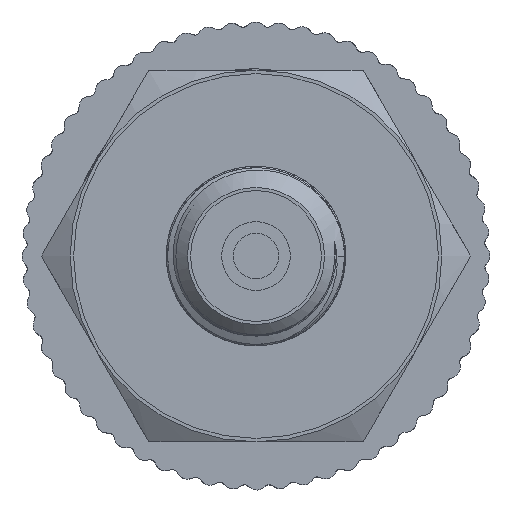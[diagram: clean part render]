
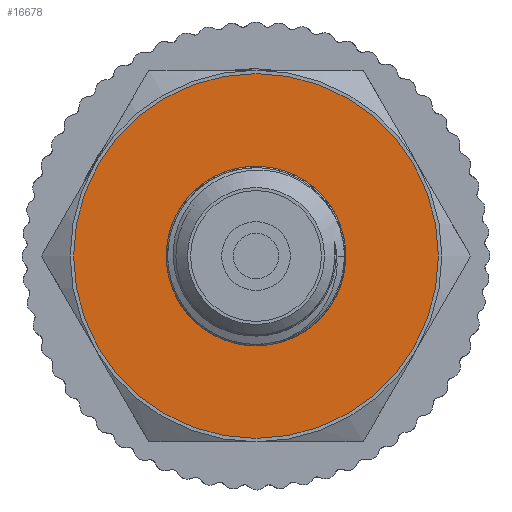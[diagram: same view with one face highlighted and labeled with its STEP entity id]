
A CAD part, left-side view. The second image highlights one B-rep face of the part: STEP entity #16678.
In plain terms, the highlighted planar face has unit normal (-1, 0, 0).
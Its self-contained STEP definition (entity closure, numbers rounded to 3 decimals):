
#163=PLANE('',#17550);
#889=FACE_BOUND('',#2361,.T.);
#1402=FACE_OUTER_BOUND('',#2360,.T.);
#2360=EDGE_LOOP('',(#12984));
#2361=EDGE_LOOP('',(#12985));
#3072=CIRCLE('',#17527,13.25);
#3073=CIRCLE('',#17529,6.5);
#7360=VERTEX_POINT('',#34827);
#7361=VERTEX_POINT('',#35199);
#9406=EDGE_CURVE('',#7360,#7360,#3072,.T.);
#9408=EDGE_CURVE('',#7361,#7361,#3073,.T.);
#12984=ORIENTED_EDGE('',*,*,#9406,.T.);
#12985=ORIENTED_EDGE('',*,*,#9408,.T.);
#16678=ADVANCED_FACE('',(#1402,#889),#163,.T.);
#17527=AXIS2_PLACEMENT_3D('',#34829,#18900,#18901);
#17529=AXIS2_PLACEMENT_3D('',#35200,#18904,#18905);
#17550=AXIS2_PLACEMENT_3D('',#36941,#18951,#18952);
#18900=DIRECTION('center_axis',(-1.,0.,0.));
#18901=DIRECTION('ref_axis',(0.,1.,0.));
#18904=DIRECTION('center_axis',(1.,0.,0.));
#18905=DIRECTION('ref_axis',(0.,0.,-1.));
#18951=DIRECTION('center_axis',(-1.,0.,0.));
#18952=DIRECTION('ref_axis',(0.,0.,1.));
#34827=CARTESIAN_POINT('',(-47.,-13.25,0.));
#34829=CARTESIAN_POINT('Origin',(-47.,0.,0.));
#35199=CARTESIAN_POINT('',(-47.,0.,6.5));
#35200=CARTESIAN_POINT('Origin',(-47.,0.,0.));
#36941=CARTESIAN_POINT('Origin',(-47.,13.5,0.));
